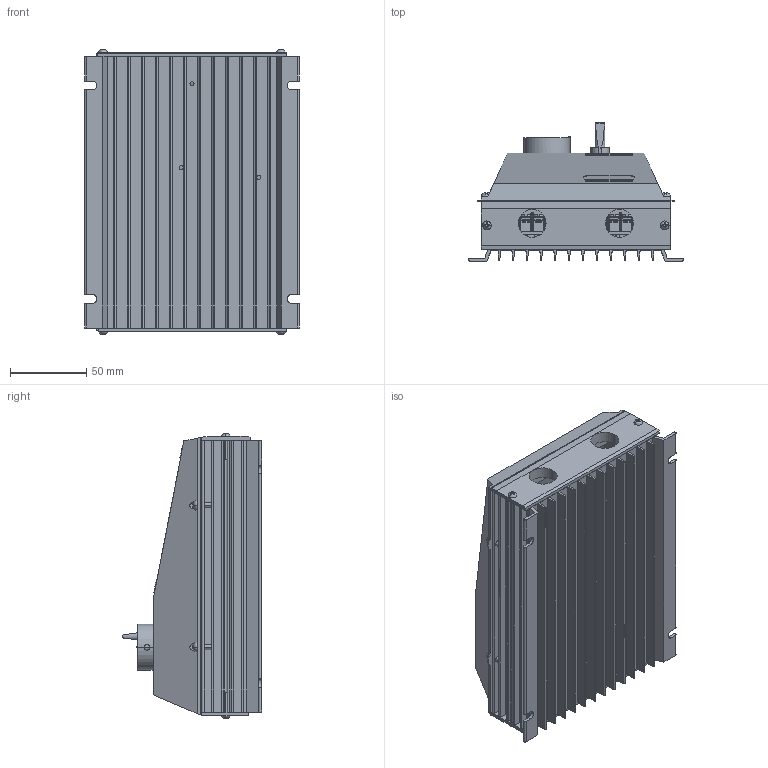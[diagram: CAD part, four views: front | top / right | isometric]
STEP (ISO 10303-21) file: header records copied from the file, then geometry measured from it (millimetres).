
FILE_DESCRIPTION (( 'STEP AP214' ), '1' );
FILE_NAME ('GSD5-240-10N4-V.STEP', '2015-02-19T22:42:19', ( '' ), ( '' ), 'SwSTEP 2.0', 'SolidWorks 2014', '' );
FILE_SCHEMA (( 'AUTOMOTIVE_DESIGN' ));
Length unit declared in the file: inch
Products named in the file (19): GK01CV Compressed_1; HDS6P10_#6_.375_TypeB PhilHd Blk Oxide_1; HDS4P58BBO_4-24-.625 Type B ph blk oxide_1; EP250WH_1; EP250SLMP_1; RMCV6_1; BMEX250_1; LX0102_1; SW250SEAL - NUT ASSEMBLY_1; GSD5-240-10N4-V; Nut-Switch_Basic-0.5575W-.4625Dia_1; SW250SEAL_1; PT250KWO_1; Speedpot_Knob_1; 250G Board_1; TH_POT_14MMSQ_TW_1; T-BLK_11POS_8.26S-92.5L-12.7W-12.7H_1; PC250G_1; LX102_1
Assembly tree (28 placements, depth 3):
  GSD5-240-10N4-V
    BMEX250_1
    RMCV6_1
    EP250SLMP_1
    EP250WH_1
    HDS4P58BBO_4-24-.625 Type B ph blk oxide_1  x4
    HDS6P10_#6_.375_TypeB PhilHd Blk Oxide_1  x4
    GK01CV Compressed_1
    LX102_1
    250G Board_1
      PC250G_1
      T-BLK_11POS_8.26S-92.5L-12.7W-12.7H_1
      TH_POT_14MMSQ_TW_1  x5
    Speedpot_Knob_1
    PT250KWO_1
    SW250SEAL - NUT ASSEMBLY_1
      SW250SEAL_1
      Nut-Switch_Basic-0.5575W-.4625Dia_1
    LX0102_1
Bounding box: 140.44 x 91.16 x 186.59 mm (x, y, z)
Volume: 321275 mm3; surface area: 304179.7 mm2
Topology: 26 solids, 26 shells, 2622 faces, 7041 edges, 4543 vertices
Faces by surface type: plane 1879, cylinder 624, torus 59, sphere 50, cone 10
Entity records: 71675 total; most frequent: CARTESIAN_POINT 11524, DIRECTION 9387, ORIENTED_EDGE 9318, EDGE_CURVE 4659, LINE 3227, VECTOR 3227, AXIS2_PLACEMENT_3D 3080, VERTEX_POINT 2991
